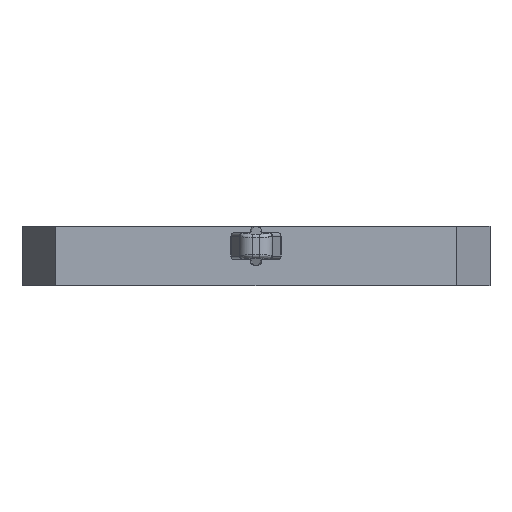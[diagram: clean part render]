
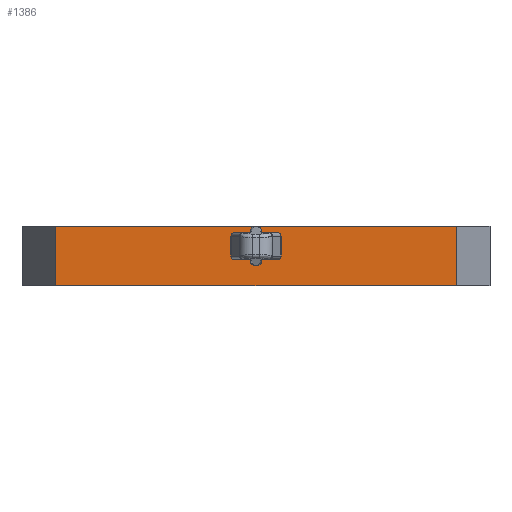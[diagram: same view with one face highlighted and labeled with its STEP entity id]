
A CAD part, front view. The second image highlights one B-rep face of the part: STEP entity #1386.
In plain terms, the highlighted planar face has unit normal (0, -1, 0).
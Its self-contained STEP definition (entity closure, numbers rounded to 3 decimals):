
#204=FACE_BOUND('',#2100,.T.);
#205=FACE_BOUND('',#2101,.T.);
#412=LINE('',#7091,#910);
#494=LINE('',#7319,#992);
#543=LINE('',#7449,#1041);
#544=LINE('',#7451,#1042);
#545=LINE('',#7455,#1043);
#546=LINE('',#7459,#1044);
#547=LINE('',#7463,#1045);
#548=LINE('',#7467,#1046);
#910=VECTOR('',#5779,1.);
#992=VECTOR('',#5925,1.);
#1041=VECTOR('',#6008,1.);
#1042=VECTOR('',#6011,1.);
#1043=VECTOR('',#6014,1.);
#1044=VECTOR('',#6017,1.);
#1045=VECTOR('',#6020,1.);
#1046=VECTOR('',#6023,1.);
#1386=ADVANCED_FACE('',(#204,#205),#1660,.T.);
#1660=PLANE('',#5384);
#2100=EDGE_LOOP('',(#2603,#2604,#2605,#2606));
#2101=EDGE_LOOP('',(#2607,#2608,#2609,#2610,#2611,#2612,#2613,#2614));
#2603=ORIENTED_EDGE('',*,*,#4581,.T.);
#2604=ORIENTED_EDGE('',*,*,#4646,.F.);
#2605=ORIENTED_EDGE('',*,*,#4647,.F.);
#2606=ORIENTED_EDGE('',*,*,#4468,.T.);
#2607=ORIENTED_EDGE('',*,*,#4648,.T.);
#2608=ORIENTED_EDGE('',*,*,#4649,.F.);
#2609=ORIENTED_EDGE('',*,*,#4650,.T.);
#2610=ORIENTED_EDGE('',*,*,#4651,.F.);
#2611=ORIENTED_EDGE('',*,*,#4652,.T.);
#2612=ORIENTED_EDGE('',*,*,#4653,.T.);
#2613=ORIENTED_EDGE('',*,*,#4654,.T.);
#2614=ORIENTED_EDGE('',*,*,#4655,.T.);
#3955=VERTEX_POINT('',#7092);
#3956=VERTEX_POINT('',#7093);
#4069=VERTEX_POINT('',#7320);
#4132=VERTEX_POINT('',#7448);
#4133=VERTEX_POINT('',#7453);
#4134=VERTEX_POINT('',#7454);
#4135=VERTEX_POINT('',#7456);
#4136=VERTEX_POINT('',#7458);
#4137=VERTEX_POINT('',#7460);
#4138=VERTEX_POINT('',#7462);
#4139=VERTEX_POINT('',#7464);
#4140=VERTEX_POINT('',#7466);
#4468=EDGE_CURVE('',#3955,#3956,#412,.T.);
#4581=EDGE_CURVE('',#3956,#4069,#494,.T.);
#4646=EDGE_CURVE('',#4132,#4069,#543,.T.);
#4647=EDGE_CURVE('',#3955,#4132,#544,.T.);
#4648=EDGE_CURVE('',#4133,#4134,#5244,.T.);
#4649=EDGE_CURVE('',#4135,#4134,#545,.T.);
#4650=EDGE_CURVE('',#4135,#4136,#5245,.T.);
#4651=EDGE_CURVE('',#4137,#4136,#546,.T.);
#4652=EDGE_CURVE('',#4137,#4138,#5246,.T.);
#4653=EDGE_CURVE('',#4138,#4139,#547,.T.);
#4654=EDGE_CURVE('',#4139,#4140,#5247,.T.);
#4655=EDGE_CURVE('',#4140,#4133,#548,.T.);
#5244=CIRCLE('',#5380,0.3);
#5245=CIRCLE('',#5381,0.3);
#5246=CIRCLE('',#5382,0.3);
#5247=CIRCLE('',#5383,0.3);
#5380=AXIS2_PLACEMENT_3D('',#7452,#6012,#6013);
#5381=AXIS2_PLACEMENT_3D('',#7457,#6015,#6016);
#5382=AXIS2_PLACEMENT_3D('',#7461,#6018,#6019);
#5383=AXIS2_PLACEMENT_3D('',#7465,#6021,#6022);
#5384=AXIS2_PLACEMENT_3D('',#7468,#6024,#6025);
#5779=DIRECTION('',(-1.,0.,0.));
#5925=DIRECTION('',(0.,0.,-1.));
#6008=DIRECTION('',(-1.,0.,0.));
#6011=DIRECTION('',(0.,0.,-1.));
#6012=DIRECTION('',(0.,1.,0.));
#6013=DIRECTION('',(1.,0.,0.));
#6014=DIRECTION('',(1.,0.,0.));
#6015=DIRECTION('',(0.,1.,0.));
#6016=DIRECTION('',(0.,0.,-1.));
#6017=DIRECTION('',(0.,0.,-1.));
#6018=DIRECTION('',(0.,1.,0.));
#6019=DIRECTION('',(-1.,0.,0.));
#6020=DIRECTION('',(1.,0.,0.));
#6021=DIRECTION('',(0.,1.,0.));
#6022=DIRECTION('',(0.,0.,1.));
#6023=DIRECTION('',(0.,0.,-1.));
#6024=DIRECTION('',(0.,-1.,0.));
#6025=DIRECTION('',(0.,0.,-1.));
#7091=CARTESIAN_POINT('',(17.113,5.,0.));
#7092=CARTESIAN_POINT('',(17.113,5.,0.));
#7093=CARTESIAN_POINT('',(-17.113,5.,0.));
#7319=CARTESIAN_POINT('',(-17.113,5.,0.));
#7320=CARTESIAN_POINT('',(-17.113,5.,-5.1));
#7448=CARTESIAN_POINT('',(17.113,5.,-5.1));
#7449=CARTESIAN_POINT('',(17.113,5.,-5.1));
#7451=CARTESIAN_POINT('',(17.113,5.,0.));
#7452=CARTESIAN_POINT('',(0.15,5.,-3.05));
#7453=CARTESIAN_POINT('',(0.45,5.,-3.05));
#7454=CARTESIAN_POINT('',(0.15,5.,-3.35));
#7455=CARTESIAN_POINT('',(-0.15,5.,-3.35));
#7456=CARTESIAN_POINT('',(-0.15,5.,-3.35));
#7457=CARTESIAN_POINT('',(-0.15,5.,-3.05));
#7458=CARTESIAN_POINT('',(-0.45,5.,-3.05));
#7459=CARTESIAN_POINT('',(-0.45,5.,-0.35));
#7460=CARTESIAN_POINT('',(-0.45,5.,-0.35));
#7461=CARTESIAN_POINT('',(-0.15,5.,-0.35));
#7462=CARTESIAN_POINT('',(-0.15,5.,-0.05));
#7463=CARTESIAN_POINT('',(-0.15,5.,-0.05));
#7464=CARTESIAN_POINT('',(0.15,5.,-0.05));
#7465=CARTESIAN_POINT('',(0.15,5.,-0.35));
#7466=CARTESIAN_POINT('',(0.45,5.,-0.35));
#7467=CARTESIAN_POINT('',(0.45,5.,-0.35));
#7468=CARTESIAN_POINT('',(17.113,5.,0.));
